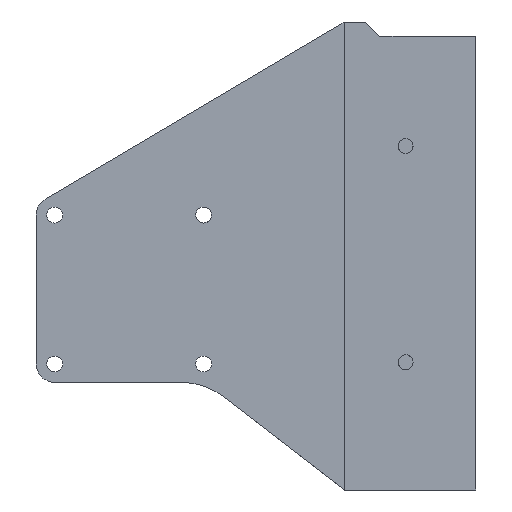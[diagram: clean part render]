
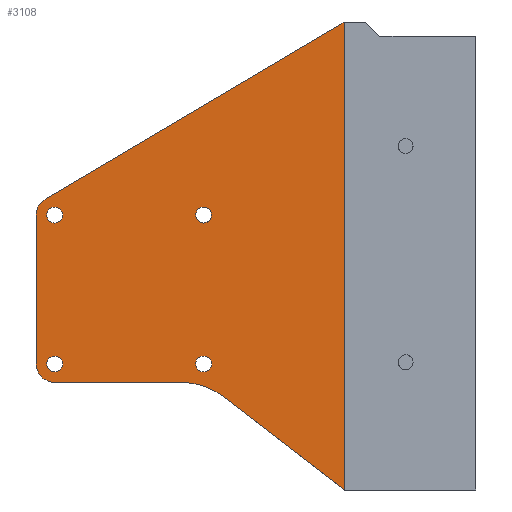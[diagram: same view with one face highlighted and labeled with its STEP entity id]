
A CAD part, left-side view. The second image highlights one B-rep face of the part: STEP entity #3108.
In plain terms, the highlighted planar face has unit normal (-1, 0, 0).
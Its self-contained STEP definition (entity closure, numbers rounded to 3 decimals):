
#2861=CARTESIAN_POINT('',(-0.941,316.199,470.058));
#2862=VERTEX_POINT('',#2861);
#2863=CARTESIAN_POINT('',(-0.941,316.21,470.066));
#2864=VERTEX_POINT('',#2863);
#2865=CARTESIAN_POINT('',(-0.941,316.199,470.058));
#2866=DIRECTION('',(0.,0.793,0.61));
#2867=VECTOR('',#2866,0.014);
#2868=LINE('',#2865,#2867);
#2869=EDGE_CURVE('',#2862,#2864,#2868,.T.);
#2871=CARTESIAN_POINT('',(-0.941,342.151,490.025));
#2872=VERTEX_POINT('',#2871);
#2873=CARTESIAN_POINT('',(-0.941,316.21,470.066));
#2874=DIRECTION('',(0.,0.793,0.61));
#2875=VECTOR('',#2874,32.731);
#2876=LINE('',#2873,#2875);
#2877=EDGE_CURVE('',#2864,#2872,#2876,.T.);
#2908=CARTESIAN_POINT('',(-0.941,316.811,569.687));
#2909=VERTEX_POINT('',#2908);
#2910=CARTESIAN_POINT('',(-0.941,380.175,532.198));
#2911=VERTEX_POINT('',#2910);
#2912=CARTESIAN_POINT('',(-0.941,316.811,569.687));
#2913=DIRECTION('',(0.,0.861,-0.509));
#2914=VECTOR('',#2913,73.624);
#2915=LINE('',#2912,#2914);
#2916=EDGE_CURVE('',#2909,#2911,#2915,.T.);
#2918=CARTESIAN_POINT('',(-0.941,316.199,570.05));
#2919=VERTEX_POINT('',#2918);
#2920=CARTESIAN_POINT('',(-0.941,316.811,569.687));
#2921=DIRECTION('',(0.,-0.861,0.509));
#2922=VECTOR('',#2921,0.711);
#2923=LINE('',#2920,#2922);
#2924=EDGE_CURVE('',#2909,#2919,#2923,.T.);
#2947=CARTESIAN_POINT('',(-0.941,348.044,496.978));
#2948=VERTEX_POINT('',#2947);
#2958=CARTESIAN_POINT('',(-0.941,346.344,495.278));
#2959=VERTEX_POINT('',#2958);
#2960=CARTESIAN_POINT('',(-0.941,346.344,496.978));
#2961=DIRECTION('',(-1.,0.,0.));
#2962=DIRECTION('',(0.,0.,-1.));
#2963=AXIS2_PLACEMENT_3D('',#2960,#2961,#2962);
#2964=CIRCLE('',#2963,1.7);
#2965=EDGE_CURVE('',#2948,#2959,#2964,.T.);
#2967=CARTESIAN_POINT('',(-0.941,346.344,496.978));
#2968=DIRECTION('',(-1.,0.,0.));
#2969=DIRECTION('',(0.,0.,-1.));
#2970=AXIS2_PLACEMENT_3D('',#2967,#2968,#2969);
#2971=CIRCLE('',#2970,1.7);
#2972=EDGE_CURVE('',#2959,#2948,#2971,.T.);
#2977=CARTESIAN_POINT('',(-0.941,378.164,528.798));
#2978=DIRECTION('',(1.,-0.,0.));
#2979=DIRECTION('',(0.,1.,0.));
#2980=AXIS2_PLACEMENT_3D('',#2977,#2978,#2979);
#2981=PLANE('',#2980);
#2982=ORIENTED_EDGE('',*,*,#2869,.F.);
#2983=CARTESIAN_POINT('',(-0.941,316.199,570.05));
#2984=DIRECTION('',(0.,0.,-1.));
#2985=VECTOR('',#2984,99.992);
#2986=LINE('',#2983,#2985);
#2987=EDGE_CURVE('',#2919,#2862,#2986,.T.);
#2988=ORIENTED_EDGE('',*,*,#2987,.F.);
#2989=ORIENTED_EDGE('',*,*,#2924,.F.);
#2990=ORIENTED_EDGE('',*,*,#2916,.T.);
#2991=CARTESIAN_POINT('',(-0.941,382.114,528.798));
#2992=VERTEX_POINT('',#2991);
#2993=CARTESIAN_POINT('',(-0.941,378.164,528.798));
#2994=DIRECTION('',(1.,-0.,0.));
#2995=DIRECTION('',(0.,1.,0.));
#2996=AXIS2_PLACEMENT_3D('',#2993,#2994,#2995);
#2997=CIRCLE('',#2996,3.95);
#2998=EDGE_CURVE('',#2992,#2911,#2997,.T.);
#2999=ORIENTED_EDGE('',*,*,#2998,.F.);
#3000=CARTESIAN_POINT('',(-0.941,382.114,528.796));
#3001=VERTEX_POINT('',#3000);
#3002=CARTESIAN_POINT('',(-0.941,378.164,528.798));
#3003=DIRECTION('',(1.,-0.,0.));
#3004=DIRECTION('',(0.,1.,0.));
#3005=AXIS2_PLACEMENT_3D('',#3002,#3003,#3004);
#3006=CIRCLE('',#3005,3.95);
#3007=EDGE_CURVE('',#3001,#2992,#3006,.T.);
#3008=ORIENTED_EDGE('',*,*,#3007,.F.);
#3009=CARTESIAN_POINT('',(-0.941,382.092,496.978));
#3010=VERTEX_POINT('',#3009);
#3011=CARTESIAN_POINT('',(-0.941,382.092,496.978));
#3012=DIRECTION('',(-0.,0.001,1.));
#3013=VECTOR('',#3012,31.817);
#3014=LINE('',#3011,#3013);
#3015=EDGE_CURVE('',#3010,#3001,#3014,.T.);
#3016=ORIENTED_EDGE('',*,*,#3015,.F.);
#3017=CARTESIAN_POINT('',(-0.941,378.152,493.038));
#3018=VERTEX_POINT('',#3017);
#3019=CARTESIAN_POINT('',(-0.941,378.152,496.978));
#3020=DIRECTION('',(-1.,0.,-0.));
#3021=DIRECTION('',(0.,1.,0.));
#3022=AXIS2_PLACEMENT_3D('',#3019,#3020,#3021);
#3023=CIRCLE('',#3022,3.94);
#3024=EDGE_CURVE('',#3010,#3018,#3023,.T.);
#3025=ORIENTED_EDGE('',*,*,#3024,.T.);
#3026=CARTESIAN_POINT('',(-0.941,351.009,493.038));
#3027=VERTEX_POINT('',#3026);
#3028=CARTESIAN_POINT('',(-0.941,378.152,493.038));
#3029=DIRECTION('',(-0.,-1.,-0.));
#3030=VECTOR('',#3029,27.143);
#3031=LINE('',#3028,#3030);
#3032=EDGE_CURVE('',#3018,#3027,#3031,.T.);
#3033=ORIENTED_EDGE('',*,*,#3032,.T.);
#3034=CARTESIAN_POINT('',(-0.941,351.009,478.513));
#3035=DIRECTION('',(1.,-0.,0.));
#3036=DIRECTION('',(0.,1.,0.));
#3037=AXIS2_PLACEMENT_3D('',#3034,#3035,#3036);
#3038=CIRCLE('',#3037,14.525);
#3039=EDGE_CURVE('',#3027,#2872,#3038,.T.);
#3040=ORIENTED_EDGE('',*,*,#3039,.T.);
#3041=ORIENTED_EDGE('',*,*,#2877,.F.);
#3042=EDGE_LOOP('',(#2982,#2988,#2989,#2990,#2999,#3008,#3016,#3025,#3033,#3040,#3041));
#3043=FACE_BOUND('',#3042,.T.);
#3044=CARTESIAN_POINT('',(-0.941,379.638,529.644));
#3045=VERTEX_POINT('',#3044);
#3046=CARTESIAN_POINT('',(-0.941,379.864,528.798));
#3047=VERTEX_POINT('',#3046);
#3048=CARTESIAN_POINT('',(-0.941,378.164,528.798));
#3049=DIRECTION('',(1.,-0.,-0.));
#3050=DIRECTION('',(0.,0.868,0.497));
#3051=AXIS2_PLACEMENT_3D('',#3048,#3049,#3050);
#3052=CIRCLE('',#3051,1.7);
#3053=EDGE_CURVE('',#3045,#3047,#3052,.T.);
#3054=ORIENTED_EDGE('',*,*,#3053,.T.);
#3055=CARTESIAN_POINT('',(-0.941,378.164,528.798));
#3056=DIRECTION('',(1.,-0.,-0.));
#3057=DIRECTION('',(0.,0.868,0.497));
#3058=AXIS2_PLACEMENT_3D('',#3055,#3056,#3057);
#3059=CIRCLE('',#3058,1.7);
#3060=EDGE_CURVE('',#3047,#3045,#3059,.T.);
#3061=ORIENTED_EDGE('',*,*,#3060,.T.);
#3062=EDGE_LOOP('',(#3054,#3061));
#3063=FACE_BOUND('',#3062,.T.);
#3064=CARTESIAN_POINT('',(-0.941,379.852,496.978));
#3065=VERTEX_POINT('',#3064);
#3066=CARTESIAN_POINT('',(-0.941,378.14,495.279));
#3067=VERTEX_POINT('',#3066);
#3068=CARTESIAN_POINT('',(-0.941,378.152,496.978));
#3069=DIRECTION('',(-1.,-0.,0.));
#3070=DIRECTION('',(0.,-0.007,-1.));
#3071=AXIS2_PLACEMENT_3D('',#3068,#3069,#3070);
#3072=CIRCLE('',#3071,1.7);
#3073=EDGE_CURVE('',#3065,#3067,#3072,.T.);
#3074=ORIENTED_EDGE('',*,*,#3073,.F.);
#3075=CARTESIAN_POINT('',(-0.941,378.152,496.978));
#3076=DIRECTION('',(-1.,-0.,0.));
#3077=DIRECTION('',(0.,-0.007,-1.));
#3078=AXIS2_PLACEMENT_3D('',#3075,#3076,#3077);
#3079=CIRCLE('',#3078,1.7);
#3080=EDGE_CURVE('',#3067,#3065,#3079,.T.);
#3081=ORIENTED_EDGE('',*,*,#3080,.F.);
#3082=EDGE_LOOP('',(#3074,#3081));
#3083=FACE_BOUND('',#3082,.T.);
#3084=ORIENTED_EDGE('',*,*,#2965,.F.);
#3085=ORIENTED_EDGE('',*,*,#2972,.F.);
#3086=EDGE_LOOP('',(#3084,#3085));
#3087=FACE_BOUND('',#3086,.T.);
#3088=CARTESIAN_POINT('',(-0.941,344.702,529.239));
#3089=VERTEX_POINT('',#3088);
#3090=CARTESIAN_POINT('',(-0.941,346.344,530.498));
#3091=VERTEX_POINT('',#3090);
#3092=CARTESIAN_POINT('',(-0.941,346.344,528.798));
#3093=DIRECTION('',(1.,0.,0.));
#3094=DIRECTION('',(0.,-0.966,0.259));
#3095=AXIS2_PLACEMENT_3D('',#3092,#3093,#3094);
#3096=CIRCLE('',#3095,1.7);
#3097=EDGE_CURVE('',#3089,#3091,#3096,.T.);
#3098=ORIENTED_EDGE('',*,*,#3097,.T.);
#3099=CARTESIAN_POINT('',(-0.941,346.344,528.798));
#3100=DIRECTION('',(1.,0.,0.));
#3101=DIRECTION('',(0.,-0.966,0.259));
#3102=AXIS2_PLACEMENT_3D('',#3099,#3100,#3101);
#3103=CIRCLE('',#3102,1.7);
#3104=EDGE_CURVE('',#3091,#3089,#3103,.T.);
#3105=ORIENTED_EDGE('',*,*,#3104,.T.);
#3106=EDGE_LOOP('',(#3098,#3105));
#3107=FACE_BOUND('',#3106,.T.);
#3108=ADVANCED_FACE('',(#3043,#3063,#3083,#3087,#3107),#2981,.F.);
